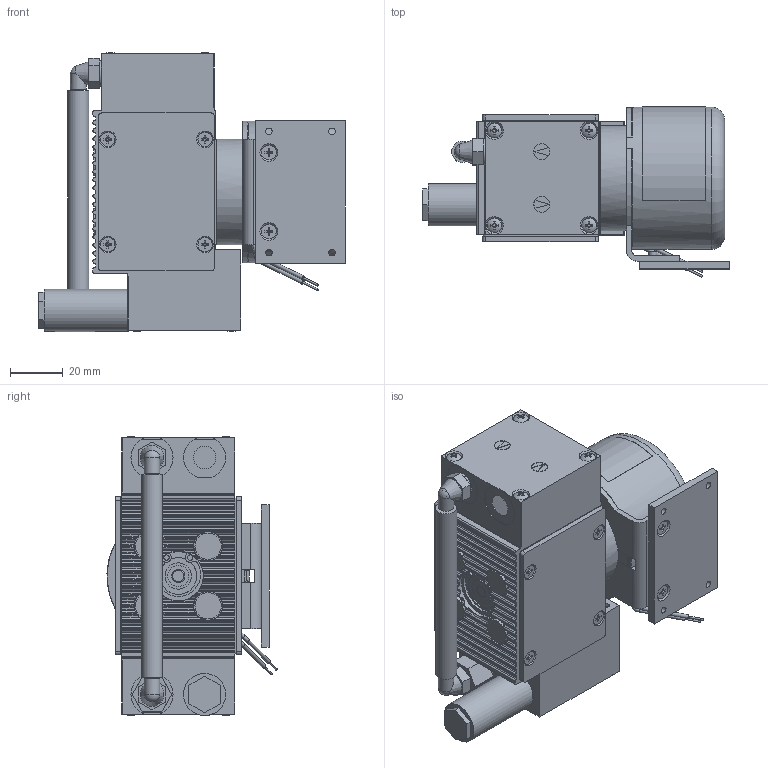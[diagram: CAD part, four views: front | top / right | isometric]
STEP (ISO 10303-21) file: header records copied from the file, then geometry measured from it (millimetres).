
FILE_DESCRIPTION((''),'2;1');
FILE_NAME('PK900625.stp','2011-01-18T14:27:52',('SOEHNGEN'),(''),'Autodesk Inventor 2009','Autodesk Inventor 2009','');
FILE_SCHEMA(('AUTOMOTIVE_DESIGN { 1 0 10303 214 1 1 1 1 }'));
Length unit declared in the file: millimetre
Products named in the file (1): 25620-110114-Pumpe-N84_3AP_DCB-ID123671-7_08400_Ind0
Bounding box: 116.4 x 64.58 x 105.99 mm (x, y, z)
Volume: 95401.4 mm3; surface area: 77387.4 mm2
Topology: 2 solids, 2 shells, 1164 faces, 3306 edges, 1988 vertices
Faces by surface type: plane 419, bspline 360, cylinder 339, cone 23, torus 13, sphere 10
Full cylindrical faces by diameter (mm): 0.7 x2, 1.5 x4, 2 x2, 2.2 x2, 2.5 x4, 2.9 x8, 3 x4, 3.4 x8, 4 x14, 5 x1, 6 x6, 8 x2, 8.5 x1, 9.2 x1, 10 x6, 11 x4, 13 x1, 14 x1, 16 x1, 19 x2, 20 x1, 39 x2, 40 x1, 54 x1
Entity records: 43221 total; most frequent: CARTESIAN_POINT 16776, ORIENTED_EDGE 5850, DIRECTION 4625, EDGE_CURVE 2925, VERTEX_POINT 1926, AXIS2_PLACEMENT_3D 1573, VECTOR 1479, LINE 1479
